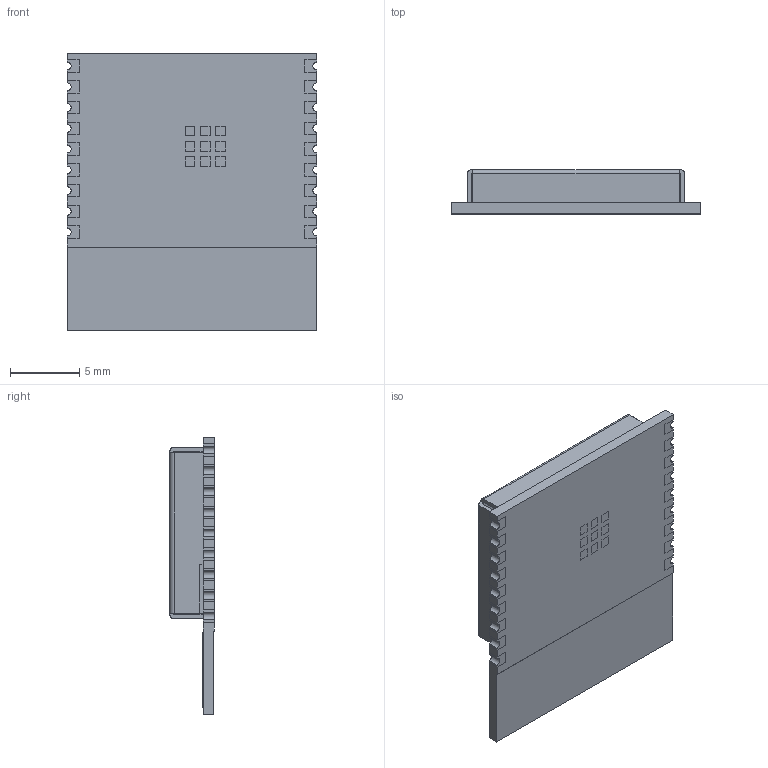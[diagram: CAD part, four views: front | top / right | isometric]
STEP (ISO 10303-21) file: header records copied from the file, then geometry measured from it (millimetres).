
FILE_DESCRIPTION (( 'STEP AP214' ), '1' );
FILE_NAME ('ESP32-C3-WROOM-02-N4.STEP', '2021-11-18T13:55:18', ( '' ), ( '' ), 'SwSTEP 2.0', 'SolidWorks 2018', '' );
FILE_SCHEMA (( 'AUTOMOTIVE_DESIGN' ));
Length unit declared in the file: millimetre
Products named in the file (2): ESP32-C3-WROOM-02-N4
Bounding box: 18 x 3.2 x 20 mm (x, y, z)
Volume: 361 mm3; surface area: 1483.2 mm2
Topology: 28 solids, 28 shells, 443 faces, 1164 edges, 776 vertices
Faces by surface type: plane 419, cylinder 24
Entity records: 16577 total; most frequent: CARTESIAN_POINT 2385, ORIENTED_EDGE 2328, DIRECTION 2102, EDGE_CURVE 1164, LINE 1116, VECTOR 1116, VERTEX_POINT 776, AXIS2_PLACEMENT_3D 493
